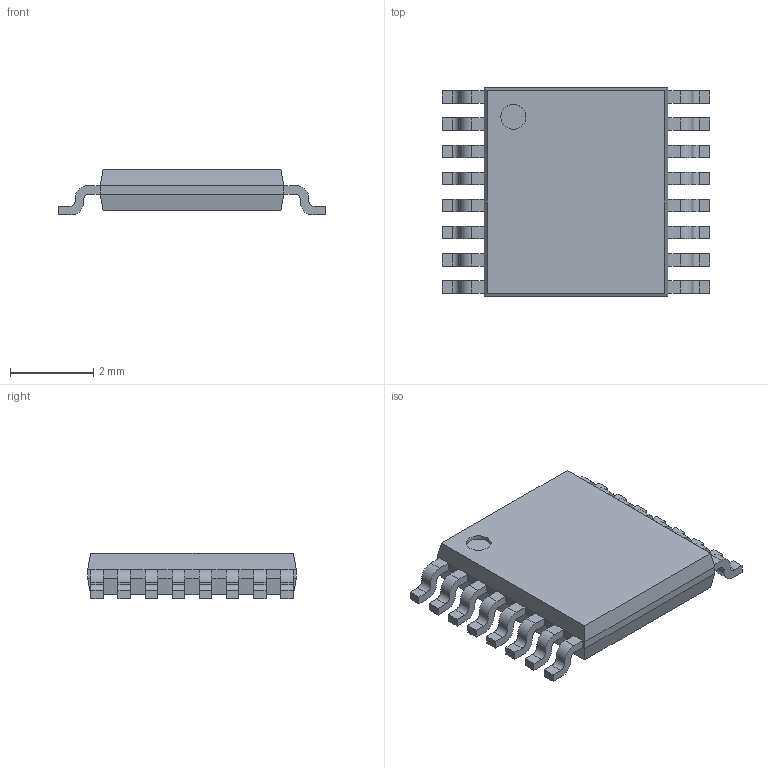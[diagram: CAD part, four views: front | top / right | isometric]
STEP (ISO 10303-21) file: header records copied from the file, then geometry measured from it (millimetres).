
FILE_DESCRIPTION(/* description */ (''),/* implementation_level */ '2;1');
FILE_NAME(/* name */ 'TSSOP-16.step',/* time_stamp */ '2020-03-19T14:35:59+01:00',/* author */ (''),/* organization */ (''),/* preprocessor_version */ 'ST-DEVELOPER v18',/* originating_system */ 'Autodesk Translation Framework v8.12.0.6',/* authorisation */ '');
FILE_SCHEMA (('AUTOMOTIVE_DESIGN { 1 0 10303 214 3 1 1 }'));
Length unit declared in the file: millimetre
Products named in the file (2): IC14; TSSOP-16
Assembly tree (1 placements, depth 2):
  IC14
    TSSOP-16
Bounding box: 6.4 x 5 x 1.1 mm (x, y, z)
Volume: 22.7 mm3; surface area: 81.6 mm2
Topology: 1 solids, 1 shells, 240 faces, 641 edges, 404 vertices
Faces by surface type: plane 175, cylinder 65
Full cylindrical faces by diameter (mm): 0.6 x1
Entity records: 7678 total; most frequent: CARTESIAN_POINT 1288, ORIENTED_EDGE 1282, DIRECTION 1259, EDGE_CURVE 641, LINE 509, VECTOR 509, VERTEX_POINT 404, AXIS2_PLACEMENT_3D 375
